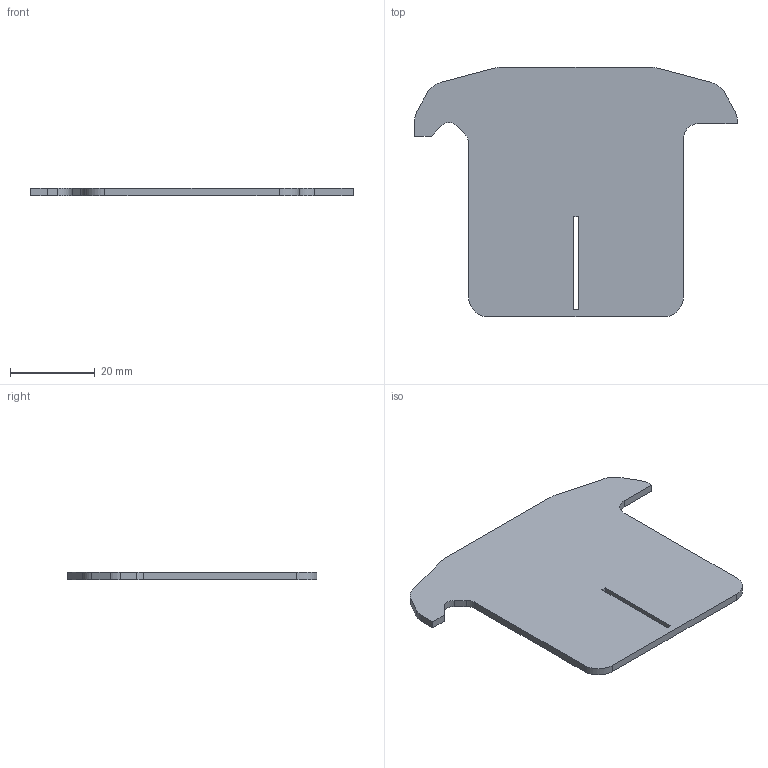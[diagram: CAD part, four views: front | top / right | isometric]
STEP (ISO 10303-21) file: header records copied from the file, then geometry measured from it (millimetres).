
FILE_DESCRIPTION(/* description */ ('STEP AP214'),/* implementation_level */ '2;1');
FILE_NAME(/* name */ 'LCPA1-slit.stp',/* time_stamp */ '2023-08-29T14:44:04+02:00',/* author */ ('nvladi'),/* organization */ (''),/* preprocessor_version */ 'ST-DEVELOPER v19',/* originating_system */ 'Autodesk Inventor 2023',/* authorisation */ '');
FILE_SCHEMA (('AUTOMOTIVE_DESIGN { 1 0 10303 214 3 1 1 }'));
Length unit declared in the file: millimetre
Products named in the file (1): 16588-E0W
Bounding box: 76.2 x 59.05 x 1.77 mm (x, y, z)
Volume: 5663.6 mm3; surface area: 6939.1 mm2
Topology: 1 solids, 1 shells, 347 faces, 972 edges, 648 vertices
Faces by surface type: plane 214, bspline 82, cylinder 51
Entity records: 12563 total; most frequent: CARTESIAN_POINT 3670, ORIENTED_EDGE 1944, DIRECTION 1442, EDGE_CURVE 972, LINE 706, VECTOR 706, VERTEX_POINT 648, EDGE_LOOP 370
